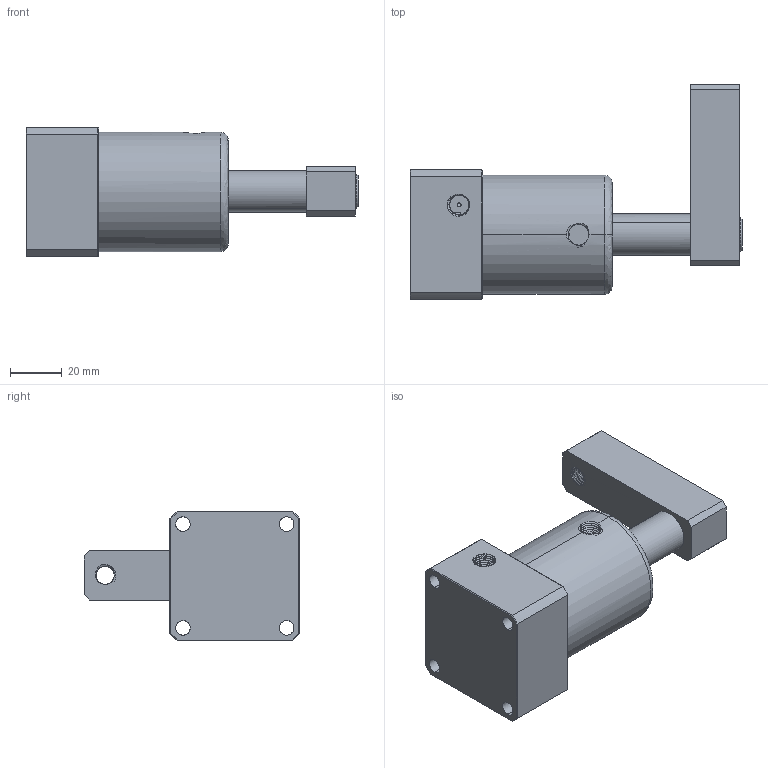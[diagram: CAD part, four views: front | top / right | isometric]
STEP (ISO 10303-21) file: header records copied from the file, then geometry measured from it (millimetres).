
FILE_DESCRIPTION (( 'STEP AP203' ), '1' );
FILE_NAME ('ASC-32S.STEP', '2019-05-10T00:47:06', ( 'User' ), ( 'china' ), 'SwSTEP 2.0', 'SolidWorks 2018', '' );
FILE_SCHEMA (( 'CONFIG_CONTROL_DESIGN' ));
Length unit declared in the file: millimetre
Products named in the file (5): ASC-32BT_1; ASC-32S; asc-32syb; 32S活塞杆; M8LC
Assembly tree (4 placements, depth 2):
  ASC-32S
    asc-32syb
    32S活塞杆
    M8LC
    ASC-32BT_1
Bounding box: 128.03 x 83.03 x 50 mm (x, y, z)
Volume: 157810.3 mm3; surface area: 41851.7 mm2
Topology: 4 solids, 5 shells, 329 faces, 1051 edges, 736 vertices
Faces by surface type: cylinder 182, plane 58, bspline 50, cone 39
Entity records: 44579 total; most frequent: CARTESIAN_POINT 36189, ORIENTED_EDGE 2094, EDGE_CURVE 1047, DIRECTION 960, VERTEX_POINT 736, B_SPLINE_CURVE_WITH_KNOTS 698, EDGE_LOOP 355, AXIS2_PLACEMENT_3D 331
